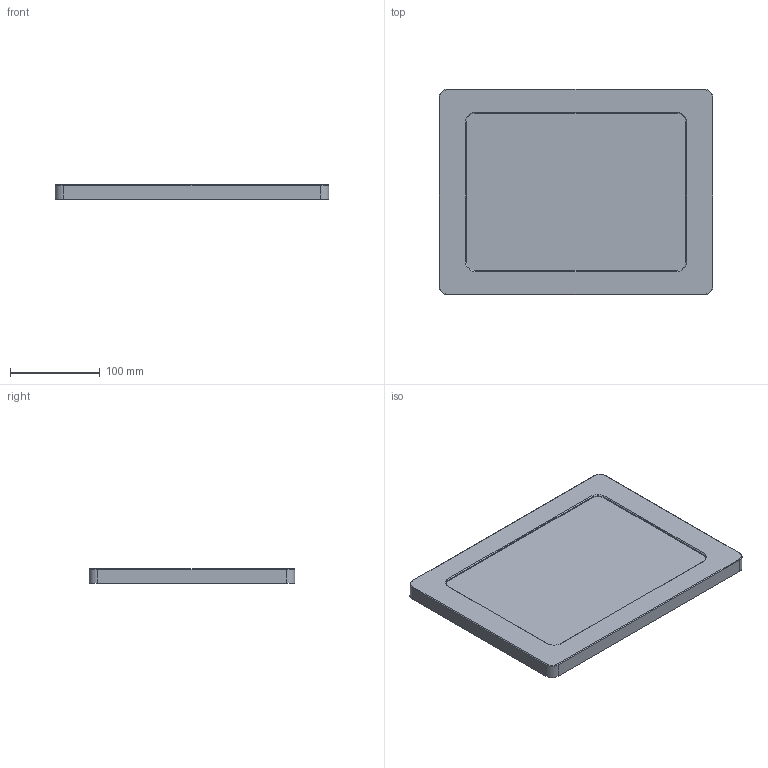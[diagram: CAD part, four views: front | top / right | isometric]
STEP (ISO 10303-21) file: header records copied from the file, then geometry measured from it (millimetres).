
FILE_DESCRIPTION(/* description */ (''),/* implementation_level */ '2;1');
FILE_NAME(/* name */ 'VB_VESA_IPRO110_RCE.stp',/* time_stamp */ '2019-08-29T18:30:55-04:00',/* author */ ('NickC'),/* organization */ (''),/* preprocessor_version */ 'ST-DEVELOPER v17',/* originating_system */ 'Autodesk Inventor 2019',/* authorisation */ '');
FILE_SCHEMA (('AUTOMOTIVE_DESIGN { 1 0 10303 214 3 1 1 }'));
Length unit declared in the file: inch
Products named in the file (1): Part2
Bounding box: 304.79 x 229.32 x 16.24 mm (x, y, z)
Volume: 951162 mm3; surface area: 245220.9 mm2
Topology: 1 solids, 8 shells, 840 faces, 2115 edges, 1392 vertices
Faces by surface type: plane 543, cone 125, cylinder 124, bspline 48
Full cylindrical faces by diameter (mm): 2.438 x41, 3.251 x4, 3.306 x16, 4.166 x8, 4.978 x8, 38.1 x1
Entity records: 28988 total; most frequent: CARTESIAN_POINT 8506, ORIENTED_EDGE 4230, DIRECTION 3788, EDGE_CURVE 2115, LINE 1420, VECTOR 1420, VERTEX_POINT 1392, AXIS2_PLACEMENT_3D 1184
